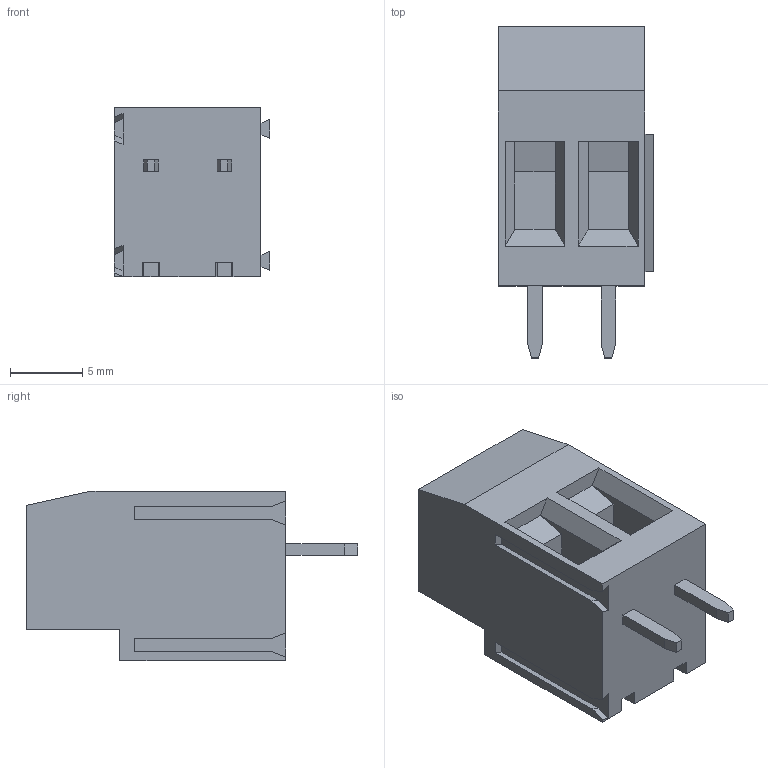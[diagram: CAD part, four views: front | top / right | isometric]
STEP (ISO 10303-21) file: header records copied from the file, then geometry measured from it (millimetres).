
FILE_DESCRIPTION(('STEP AP214'),'1');
FILE_NAME('MVS252-5,08-V.stp','2024-08-01T09:31:37',(' '),(' '),'Spatial InterOp 3D',' ',' ');
FILE_SCHEMA(('AUTOMOTIVE_DESIGN { 1 0 10303 214 1 1 1 1 }'));
Length unit declared in the file: metre
Products named in the file (1): 1722509030
Bounding box: 10.76 x 23 x 11.75 mm (x, y, z)
Volume: 1657.5 mm3; surface area: 1575.8 mm2
Topology: 1 solids, 1 shells, 149 faces, 402 edges, 266 vertices
Faces by surface type: plane 134, cylinder 12, cone 2, extrusion 1
Full cylindrical faces by diameter (mm): 3.8 x2, 4 x2
Entity records: 7548 total; most frequent: CARTESIAN_POINT 890, ORIENTED_EDGE 788, DIRECTION 725, STYLED_ITEM 492, PRESENTATION_STYLE_ASSIGNMENT 492, COLOUR_RGB 492, EDGE_CURVE 394, VECTOR 355
